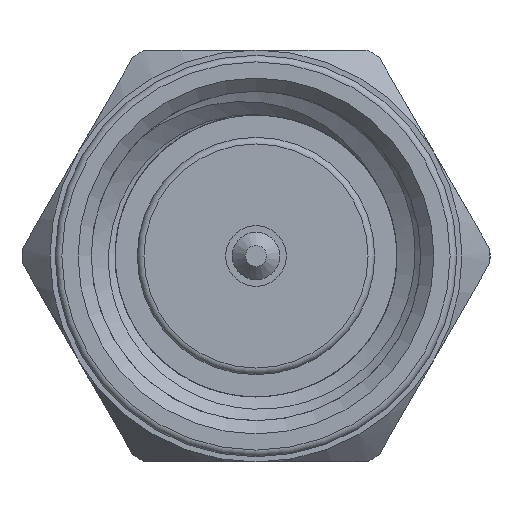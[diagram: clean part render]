
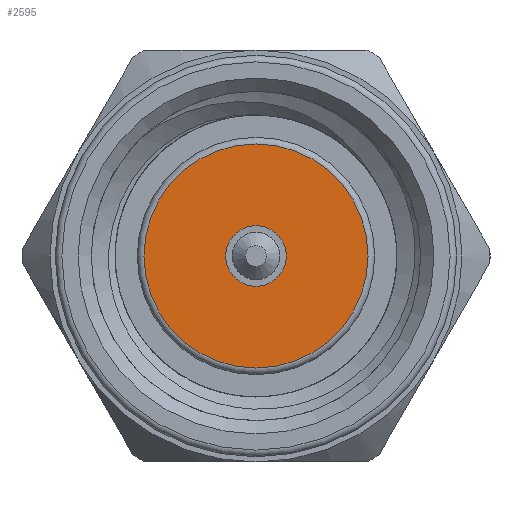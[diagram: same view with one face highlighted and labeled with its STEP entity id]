
A CAD part, left-side view. The second image highlights one B-rep face of the part: STEP entity #2595.
In plain terms, the highlighted planar face has unit normal (-1, 0, 0).
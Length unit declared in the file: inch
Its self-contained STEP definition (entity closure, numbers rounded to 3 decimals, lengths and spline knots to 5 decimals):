
#69 = ORIENTED_EDGE ( 'NONE', *, *, #2638, .T. ) ;
#72 = CARTESIAN_POINT ( 'NONE',  ( -0.735, 0., 0.085 ) ) ;
#113 = AXIS2_PLACEMENT_3D ( 'NONE', #848, #1045, #1218 ) ;
#149 = EDGE_CURVE ( 'NONE', #229, #229, #2244, .T. ) ;
#154 = FACE_BOUND ( 'NONE', #766, .T. ) ;
#229 = VERTEX_POINT ( 'NONE', #850 ) ;
#443 = DIRECTION ( 'NONE',  ( 0., 0., 1. ) ) ;
#766 = EDGE_LOOP ( 'NONE', ( #2521 ) ) ;
#841 = DIRECTION ( 'NONE',  ( -1., 0., 0. ) ) ;
#848 = CARTESIAN_POINT ( 'NONE',  ( -0.735, 0., 0. ) ) ;
#850 = CARTESIAN_POINT ( 'NONE',  ( -0.735, 0., 0.023 ) ) ;
#1045 = DIRECTION ( 'NONE',  ( -1., 0., 0. ) ) ;
#1062 = DIRECTION ( 'NONE',  ( 0., 0., 1. ) ) ;
#1067 = FACE_OUTER_BOUND ( 'NONE', #1581, .T. ) ;
#1218 = DIRECTION ( 'NONE',  ( 0., 0., 1. ) ) ;
#1266 = CIRCLE ( 'NONE', #2198, 0.085 ) ;
#1427 = CARTESIAN_POINT ( 'NONE',  ( -0.735, 0.15225, 0. ) ) ;
#1581 = EDGE_LOOP ( 'NONE', ( #69 ) ) ;
#1646 = DIRECTION ( 'NONE',  ( -1., 0., 0. ) ) ;
#1896 = VERTEX_POINT ( 'NONE', #72 ) ;
#2198 = AXIS2_PLACEMENT_3D ( 'NONE', #2469, #1646, #443 ) ;
#2244 = CIRCLE ( 'NONE', #113, 0.023 ) ;
#2330 = AXIS2_PLACEMENT_3D ( 'NONE', #1427, #841, #1062 ) ;
#2469 = CARTESIAN_POINT ( 'NONE',  ( -0.735, 0., 0. ) ) ;
#2493 = PLANE ( 'NONE',  #2330 ) ;
#2521 = ORIENTED_EDGE ( 'NONE', *, *, #149, .F. ) ;
#2595 = ADVANCED_FACE ( 'NONE', ( #154, #1067 ), #2493, .T. ) ;
#2638 = EDGE_CURVE ( 'NONE', #1896, #1896, #1266, .T. ) ;
